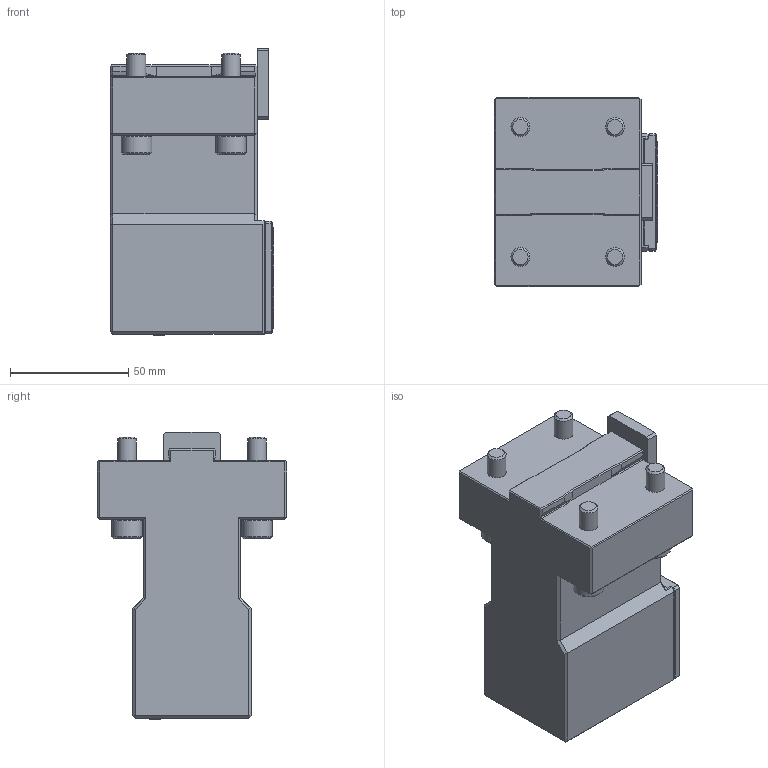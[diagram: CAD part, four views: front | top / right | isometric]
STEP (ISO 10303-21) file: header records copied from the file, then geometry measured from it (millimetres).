
FILE_DESCRIPTION(/* description */ (''),/* implementation_level */ '2;1');
FILE_NAME(/* name */ '1612448197532.stp',/* time_stamp */ '2021-02-04T19:46:51+05:00',/* author */ (''),/* organization */ ('SMS'),/* preprocessor_version */ 'ST-DEVELOPER v16.7',/* originating_system */ 'SIEMENS PLM Software NX 12.0',/* authorisation */ '');
FILE_SCHEMA (('AUTOMOTIVE_DESIGN { 1 0 10303 214 3 1 1 1 }'));
Length unit declared in the file: millimetre
Products named in the file (1): 203357539mod000_00
Bounding box: 69 x 80 x 121.54 mm (x, y, z)
Volume: 382063.2 mm3; surface area: 43574.2 mm2
Topology: 1 solids, 1 shells, 189 faces, 447 edges, 280 vertices
Faces by surface type: plane 142, cylinder 24, cone 16, sphere 5, bspline 1, torus 1
Full cylindrical faces by diameter (mm): 2.5 x1, 5.7 x1, 8 x4, 13 x4
Entity records: 5439 total; most frequent: CARTESIAN_POINT 1170, DIRECTION 841, ORIENTED_EDGE 832, EDGE_CURVE 416, LINE 325, VECTOR 325, VERTEX_POINT 275, AXIS2_PLACEMENT_3D 258
